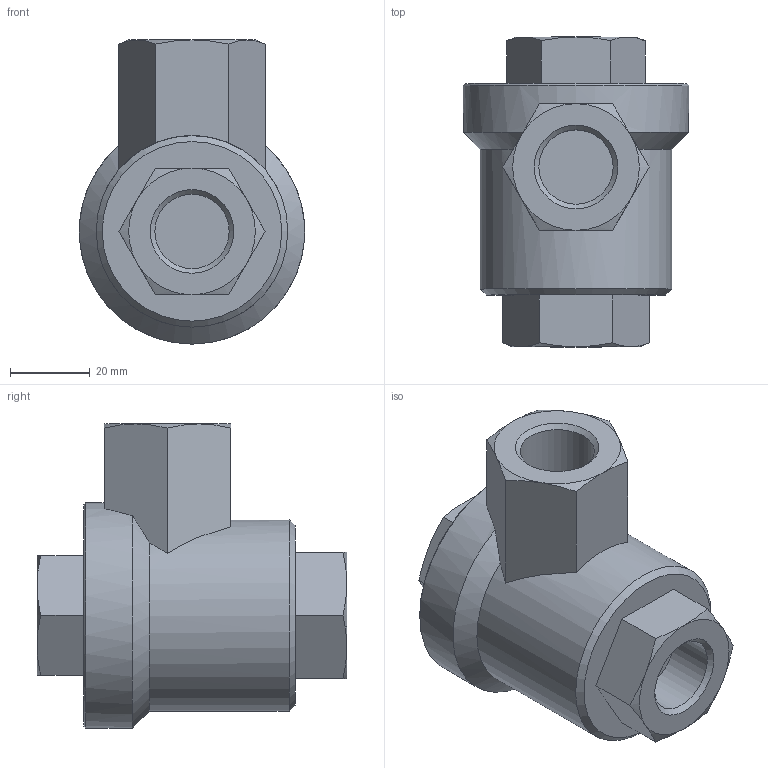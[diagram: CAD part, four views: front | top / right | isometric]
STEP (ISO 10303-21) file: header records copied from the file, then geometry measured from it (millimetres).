
FILE_DESCRIPTION(/* description */ ('STEP AP214'),/* implementation_level */ '2;1');
FILE_NAME(/* name */ '9688_SE-1_2-B',/* time_stamp */ '2024-09-15T00:32:52+02:00',/* author */ ('License CC BY-ND 4.0'),/* organization */ ('CADENAS'),/* preprocessor_version */ 'ST-DEVELOPER v19.3',/* originating_system */ 'PARTsolutions',/* authorisation */ ' ');
FILE_SCHEMA (('AUTOMOTIVE_DESIGN {1 0 10303 214 3 1 1}'));
Length unit declared in the file: millimetre
Products named in the file (2): 9688 SE-1/2-B; 9688 SE-1/2-B--(se)
Assembly tree (1 placements, depth 2):
  9688 SE-1/2-B
    9688 SE-1/2-B--(se)
Bounding box: 56.5 x 77.65 x 76.25 mm (x, y, z)
Volume: 135660.5 mm3; surface area: 20424.3 mm2
Topology: 1 solids, 1 shells, 55 faces, 124 edges, 76 vertices
Faces by surface type: plane 26, cone 24, cylinder 5
Full cylindrical faces by diameter (mm): 18.631 x3, 48 x1, 56.5 x1
Entity records: 1513 total; most frequent: CARTESIAN_POINT 353, DIRECTION 226, ORIENTED_EDGE 218, EDGE_CURVE 109, AXIS2_PLACEMENT_3D 98, VERTEX_POINT 71, EDGE_LOOP 70, FACE_BOUND 70
